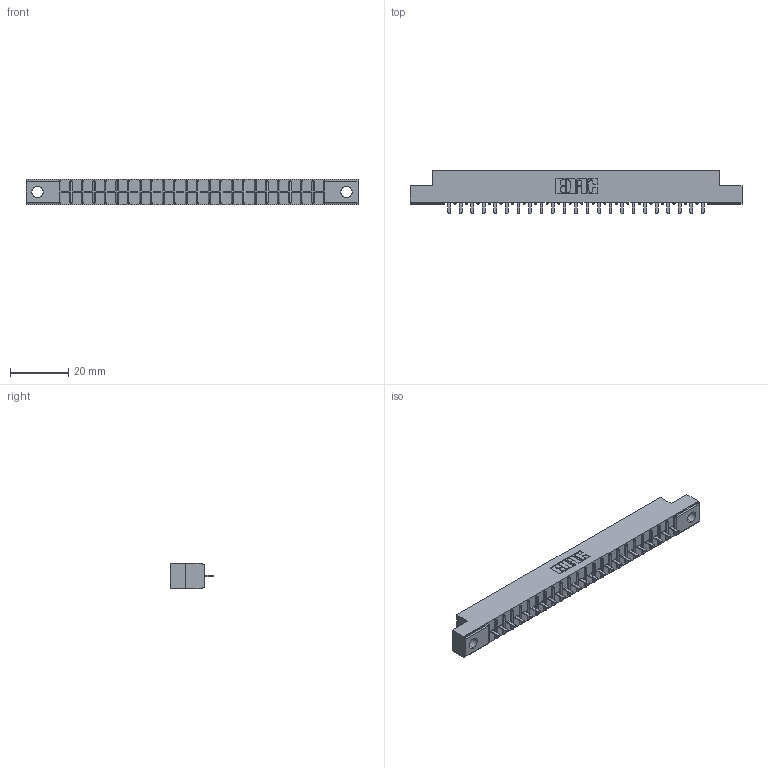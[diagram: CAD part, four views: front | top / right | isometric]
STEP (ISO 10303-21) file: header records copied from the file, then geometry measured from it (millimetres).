
FILE_DESCRIPTION (( 'STEP AP203' ), '1' );
FILE_NAME ('356-023-421-104.STEP', '2020-09-23T16:02:33', ( '' ), ( '' ), 'SwSTEP 2.0', 'SolidWorks 2020', '' );
FILE_SCHEMA (( 'CONFIG_CONTROL_DESIGN' ));
Length unit declared in the file: inch
Products named in the file (3): 306-290-001_121; 356-023-421-104; 306 Part_.156 Dia
Assembly tree (24 placements, depth 2):
  356-023-421-104
    306 Part_.156 Dia
    306-290-001_121  x23
Bounding box: 114.15 x 14.88 x 8.71 mm (x, y, z)
Volume: 7671.7 mm3; surface area: 11086.6 mm2
Topology: 24 solids, 24 shells, 1740 faces, 4883 edges, 3130 vertices
Faces by surface type: plane 1163, cylinder 485, sphere 92
Entity records: 24284 total; most frequent: CARTESIAN_POINT 4078, ORIENTED_EDGE 4038, DIRECTION 4015, EDGE_CURVE 2019, VECTOR 1577, LINE 1577, VERTEX_POINT 1282, AXIS2_PLACEMENT_3D 1219
